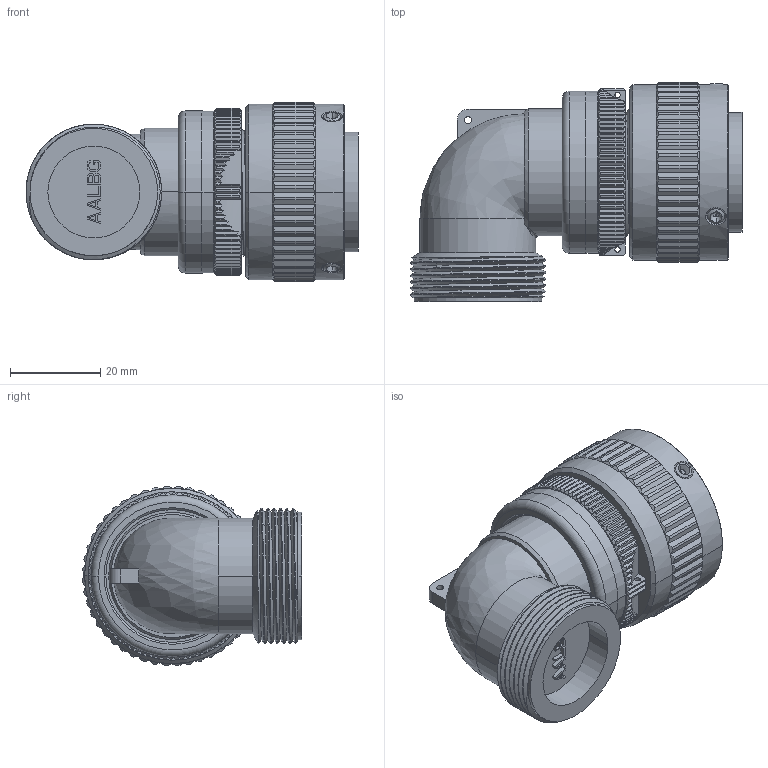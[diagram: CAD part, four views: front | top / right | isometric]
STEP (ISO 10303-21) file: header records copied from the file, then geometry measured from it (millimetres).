
FILE_DESCRIPTION((''),'2;1');
FILE_NAME('VG95234K-20_SW0001','2023-03-23T15:17:56',('paultorloting'),('NET AG system integration'),'CREO PARAMETRIC BY PTC INC, 2021404','CREO PARAMETRIC BY PTC INC, 2021404','');
FILE_SCHEMA(('AUTOMOTIVE_DESIGN { 1 0 10303 214 1 1 1 1 }'));
Length unit declared in the file: millimetre
Products named in the file (1): VG95234K-20_SW0001
Bounding box: 73.44 x 48.46 x 39.76 mm (x, y, z)
Volume: 50755.8 mm3; surface area: 18784.5 mm2
Topology: 1 solids, 1 shells, 1011 faces, 2676 edges, 1695 vertices
Faces by surface type: plane 553, cylinder 216, cone 214, bspline 18, torus 10
Entity records: 45644 total; most frequent: CARTESIAN_POINT 16537, ORIENTED_EDGE 5340, DIRECTION 4369, EDGE_CURVE 2670, VERTEX_POINT 1695, AXIS2_PLACEMENT_3D 1491, VECTOR 1384, LINE 1384
